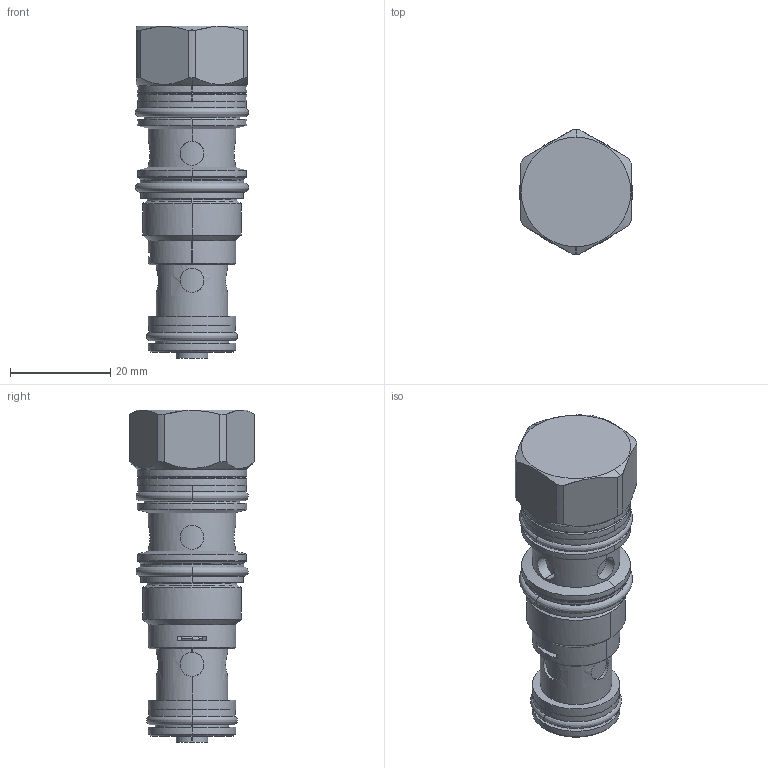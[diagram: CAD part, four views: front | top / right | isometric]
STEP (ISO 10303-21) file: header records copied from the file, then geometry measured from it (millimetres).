
FILE_DESCRIPTION((''),'2;1');
FILE_NAME('XEAAXXN_SW_PRT','2020-09-11T',('charlief'),(''),'PRO/ENGINEER BY PARAMETRIC TECHNOLOGY CORPORATION, 2016010','PRO/ENGINEER BY PARAMETRIC TECHNOLOGY CORPORATION, 2016010','');
FILE_SCHEMA(('CONFIG_CONTROL_DESIGN'));
Length unit declared in the file: inch
Products named in the file (1): XEAAXXN_SW_PRT
Bounding box: 22.55 x 24.84 x 66.24 mm (x, y, z)
Surface area: 8344.8 mm2 (no closed solid volume)
Topology: 0 solids, 0 shells, 185 faces, 884 edges, 870 vertices
Faces by surface type: bspline 158, torus 27
Entity records: 34002 total; most frequent: CARTESIAN_POINT 26275, DIRECTION 1260, TRIMMED_CURVE 982, DEFINITIONAL_REPRESENTATION 856, PCURVE 856, COMPOSITE_CURVE_SEGMENT 856, VECTOR 758, LINE 758
